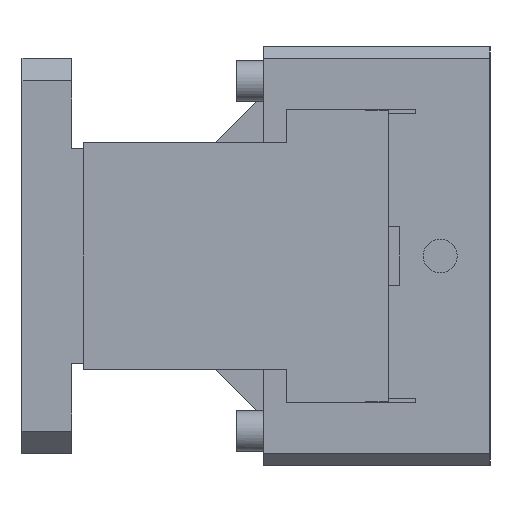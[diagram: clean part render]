
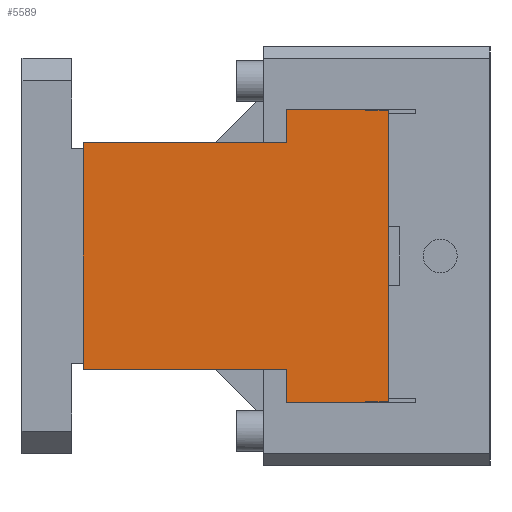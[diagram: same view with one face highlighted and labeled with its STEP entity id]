
A CAD part, left-side view. The second image highlights one B-rep face of the part: STEP entity #5589.
In plain terms, the highlighted planar face has unit normal (-1, 0, 0).
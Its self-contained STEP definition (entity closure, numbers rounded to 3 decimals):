
#4804=CARTESIAN_POINT('Vertex',(-305.,180.,-50.)) ;
#4807=CARTESIAN_POINT('Line Origine',(-305.,180.,0.)) ;
#4811=CARTESIAN_POINT('Vertex',(-305.,180.,50.)) ;
#4837=CARTESIAN_POINT('Vertex',(-305.,90.,50.)) ;
#4866=CARTESIAN_POINT('Line Origine',(-305.,135.,50.)) ;
#4956=CARTESIAN_POINT('Vertex',(-305.,90.,-50.)) ;
#4959=CARTESIAN_POINT('Line Origine',(-305.,135.,-50.)) ;
#5088=CARTESIAN_POINT('Line Origine',(-305.,90.,57.5)) ;
#5092=CARTESIAN_POINT('Vertex',(-305.,90.,65.)) ;
#5305=CARTESIAN_POINT('Vertex',(-305.,45.,-64.5)) ;
#5308=CARTESIAN_POINT('Line Origine',(-305.,50.,-64.5)) ;
#5312=CARTESIAN_POINT('Vertex',(-305.,55.,-64.5)) ;
#5333=CARTESIAN_POINT('Line Origine',(-305.,72.5,65.)) ;
#5337=CARTESIAN_POINT('Vertex',(-305.,55.,65.)) ;
#5361=CARTESIAN_POINT('Vertex',(-305.,55.,64.5)) ;
#5364=CARTESIAN_POINT('Line Origine',(-305.,55.,64.75)) ;
#5381=CARTESIAN_POINT('Line Origine',(-305.,50.,64.5)) ;
#5385=CARTESIAN_POINT('Vertex',(-305.,45.,64.5)) ;
#5411=CARTESIAN_POINT('Line Origine',(-305.,45.,0.)) ;
#5478=CARTESIAN_POINT('Line Origine',(-305.,90.,-57.5)) ;
#5482=CARTESIAN_POINT('Vertex',(-305.,90.,-65.)) ;
#5534=CARTESIAN_POINT('Line Origine',(-305.,55.,-64.75)) ;
#5538=CARTESIAN_POINT('Vertex',(-305.,55.,-65.)) ;
#5558=CARTESIAN_POINT('Line Origine',(-305.,72.5,-65.)) ;
#5570=CARTESIAN_POINT('Axis2P3D Location',(-305.,22.,0.)) ;
#4808=DIRECTION('Vector Direction',(0.,0.,1.)) ;
#4867=DIRECTION('Vector Direction',(0.,-1.,0.)) ;
#4960=DIRECTION('Vector Direction',(0.,1.,0.)) ;
#5089=DIRECTION('Vector Direction',(0.,0.,1.)) ;
#5309=DIRECTION('Vector Direction',(0.,1.,0.)) ;
#5334=DIRECTION('Vector Direction',(0.,1.,0.)) ;
#5365=DIRECTION('Vector Direction',(0.,0.,1.)) ;
#5382=DIRECTION('Vector Direction',(0.,-1.,0.)) ;
#5412=DIRECTION('Vector Direction',(0.,0.,-1.)) ;
#5479=DIRECTION('Vector Direction',(0.,0.,1.)) ;
#5535=DIRECTION('Vector Direction',(0.,0.,1.)) ;
#5559=DIRECTION('Vector Direction',(0.,1.,0.)) ;
#5571=DIRECTION('Axis2P3D Direction',(1.,-0.,0.)) ;
#5572=DIRECTION('Axis2P3D XDirection',(0.,0.,-1.)) ;
#5573=AXIS2_PLACEMENT_3D('Plane Axis2P3D',#5570,#5571,#5572) ;
#5576=ORIENTED_EDGE('',*,*,#5415,.F.) ;
#5577=ORIENTED_EDGE('',*,*,#5387,.F.) ;
#5578=ORIENTED_EDGE('',*,*,#5368,.T.) ;
#5579=ORIENTED_EDGE('',*,*,#5339,.T.) ;
#5580=ORIENTED_EDGE('',*,*,#5094,.F.) ;
#5581=ORIENTED_EDGE('',*,*,#4870,.F.) ;
#5582=ORIENTED_EDGE('',*,*,#4813,.F.) ;
#5583=ORIENTED_EDGE('',*,*,#4963,.F.) ;
#5584=ORIENTED_EDGE('',*,*,#5484,.F.) ;
#5585=ORIENTED_EDGE('',*,*,#5562,.F.) ;
#5586=ORIENTED_EDGE('',*,*,#5540,.T.) ;
#5587=ORIENTED_EDGE('',*,*,#5314,.F.) ;
#4809=VECTOR('Line Direction',#4808,1.) ;
#4868=VECTOR('Line Direction',#4867,1.) ;
#4961=VECTOR('Line Direction',#4960,1.) ;
#5090=VECTOR('Line Direction',#5089,1.) ;
#5310=VECTOR('Line Direction',#5309,1.) ;
#5335=VECTOR('Line Direction',#5334,1.) ;
#5366=VECTOR('Line Direction',#5365,1.) ;
#5383=VECTOR('Line Direction',#5382,1.) ;
#5413=VECTOR('Line Direction',#5412,1.) ;
#5480=VECTOR('Line Direction',#5479,1.) ;
#5536=VECTOR('Line Direction',#5535,1.) ;
#5560=VECTOR('Line Direction',#5559,1.) ;
#5589=ADVANCED_FACE('CAM SLIDER',(#5588),#5574,.F.) ;
#4813=EDGE_CURVE('',#4805,#4812,#4810,.T.) ;
#4870=EDGE_CURVE('',#4812,#4838,#4869,.T.) ;
#4963=EDGE_CURVE('',#4957,#4805,#4962,.T.) ;
#5094=EDGE_CURVE('',#4838,#5093,#5091,.T.) ;
#5314=EDGE_CURVE('',#5306,#5313,#5311,.T.) ;
#5339=EDGE_CURVE('',#5338,#5093,#5336,.T.) ;
#5368=EDGE_CURVE('',#5362,#5338,#5367,.T.) ;
#5387=EDGE_CURVE('',#5362,#5386,#5384,.T.) ;
#5415=EDGE_CURVE('',#5386,#5306,#5414,.T.) ;
#5484=EDGE_CURVE('',#5483,#4957,#5481,.T.) ;
#5540=EDGE_CURVE('',#5539,#5313,#5537,.T.) ;
#5562=EDGE_CURVE('',#5539,#5483,#5561,.T.) ;
#5575=EDGE_LOOP('',(#5576,#5577,#5578,#5579,#5580,#5581,#5582,#5583,#5584,#5585,#5586,#5587)) ;
#5588=FACE_OUTER_BOUND('',#5575,.T.) ;
#4810=LINE('Line',#4807,#4809) ;
#4869=LINE('Line',#4866,#4868) ;
#4962=LINE('Line',#4959,#4961) ;
#5091=LINE('Line',#5088,#5090) ;
#5311=LINE('Line',#5308,#5310) ;
#5336=LINE('Line',#5333,#5335) ;
#5367=LINE('Line',#5364,#5366) ;
#5384=LINE('Line',#5381,#5383) ;
#5414=LINE('Line',#5411,#5413) ;
#5481=LINE('Line',#5478,#5480) ;
#5537=LINE('Line',#5534,#5536) ;
#5561=LINE('Line',#5558,#5560) ;
#5574=PLANE('Plane',#5573) ;
#4805=VERTEX_POINT('',#4804) ;
#4812=VERTEX_POINT('',#4811) ;
#4838=VERTEX_POINT('',#4837) ;
#4957=VERTEX_POINT('',#4956) ;
#5093=VERTEX_POINT('',#5092) ;
#5306=VERTEX_POINT('',#5305) ;
#5313=VERTEX_POINT('',#5312) ;
#5338=VERTEX_POINT('',#5337) ;
#5362=VERTEX_POINT('',#5361) ;
#5386=VERTEX_POINT('',#5385) ;
#5483=VERTEX_POINT('',#5482) ;
#5539=VERTEX_POINT('',#5538) ;
